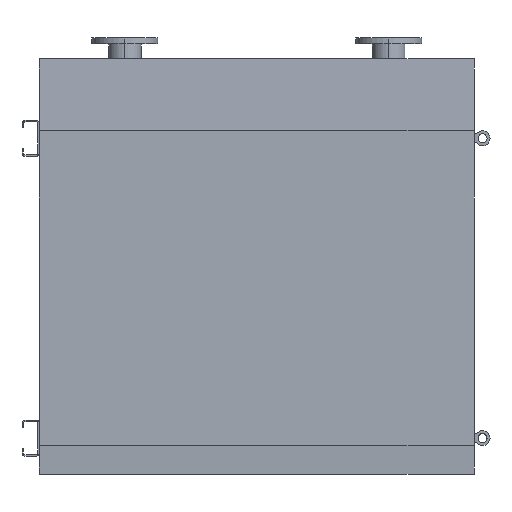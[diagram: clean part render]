
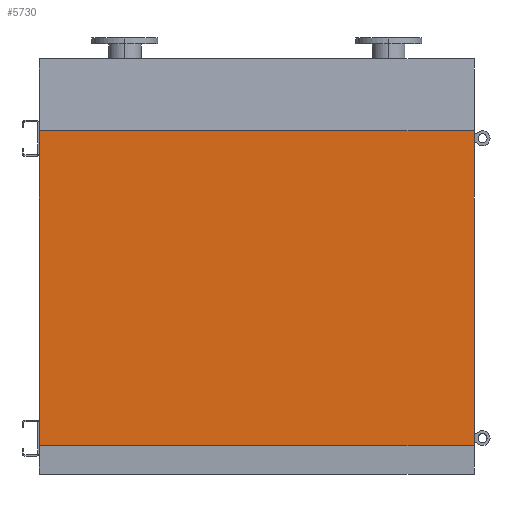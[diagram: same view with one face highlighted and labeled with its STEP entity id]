
A CAD part, front view. The second image highlights one B-rep face of the part: STEP entity #5730.
In plain terms, the highlighted planar face has unit normal (0, -1, 0).
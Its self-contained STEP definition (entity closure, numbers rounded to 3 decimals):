
#97 = ORIENTED_EDGE ( 'NONE', *, *, #4702, .T. ) ;
#102 = VERTEX_POINT ( 'NONE', #1305 ) ;
#785 = CARTESIAN_POINT ( 'NONE',  ( 725., 0., -1050. ) ) ;
#808 = DIRECTION ( 'NONE',  ( 1., 0., 0. ) ) ;
#956 = CARTESIAN_POINT ( 'NONE',  ( -725., 0., -1050. ) ) ;
#1305 = CARTESIAN_POINT ( 'NONE',  ( 725., 0., 0. ) ) ;
#1317 = FACE_OUTER_BOUND ( 'NONE', #2960, .T. ) ;
#1408 = DIRECTION ( 'NONE',  ( 0., 0., 1. ) ) ;
#1710 = DIRECTION ( 'NONE',  ( 0., -1., 0. ) ) ;
#1893 = EDGE_CURVE ( 'NONE', #3948, #2456, #6886, .T. ) ;
#1935 = CARTESIAN_POINT ( 'NONE',  ( -725., 0., -1050. ) ) ;
#2218 = CARTESIAN_POINT ( 'NONE',  ( -725., 0., 0. ) ) ;
#2456 = VERTEX_POINT ( 'NONE', #4784 ) ;
#2795 = LINE ( 'NONE', #2218, #4508 ) ;
#2960 = EDGE_LOOP ( 'NONE', ( #5725, #3715, #6189, #97 ) ) ;
#3258 = CARTESIAN_POINT ( 'NONE',  ( 725., 0., -1050. ) ) ;
#3433 = VECTOR ( 'NONE', #1408, 1000. ) ;
#3552 = CARTESIAN_POINT ( 'NONE',  ( -725., 0., -1050. ) ) ;
#3599 = EDGE_CURVE ( 'NONE', #3948, #4051, #5180, .T. ) ;
#3715 = ORIENTED_EDGE ( 'NONE', *, *, #1893, .F. ) ;
#3906 = DIRECTION ( 'NONE',  ( 0., 0., 1. ) ) ;
#3942 = VECTOR ( 'NONE', #3906, 1000. ) ;
#3948 = VERTEX_POINT ( 'NONE', #5226 ) ;
#4051 = VERTEX_POINT ( 'NONE', #785 ) ;
#4271 = EDGE_CURVE ( 'NONE', #2456, #102, #2795, .T. ) ;
#4508 = VECTOR ( 'NONE', #6086, 1000. ) ;
#4702 = EDGE_CURVE ( 'NONE', #4051, #102, #6509, .T. ) ;
#4784 = CARTESIAN_POINT ( 'NONE',  ( -725., 0., 0. ) ) ;
#5039 = PLANE ( 'NONE',  #6284 ) ;
#5180 = LINE ( 'NONE', #956, #6973 ) ;
#5226 = CARTESIAN_POINT ( 'NONE',  ( -725., 0., -1050. ) ) ;
#5725 = ORIENTED_EDGE ( 'NONE', *, *, #4271, .F. ) ;
#5730 = ADVANCED_FACE ( 'NONE', ( #1317 ), #5039, .T. ) ;
#5740 = DIRECTION ( 'NONE',  ( 0., 0., -1. ) ) ;
#6086 = DIRECTION ( 'NONE',  ( 1., 0., 0. ) ) ;
#6189 = ORIENTED_EDGE ( 'NONE', *, *, #3599, .T. ) ;
#6284 = AXIS2_PLACEMENT_3D ( 'NONE', #3552, #1710, #5740 ) ;
#6509 = LINE ( 'NONE', #3258, #3942 ) ;
#6886 = LINE ( 'NONE', #1935, #3433 ) ;
#6973 = VECTOR ( 'NONE', #808, 1000. ) ;
